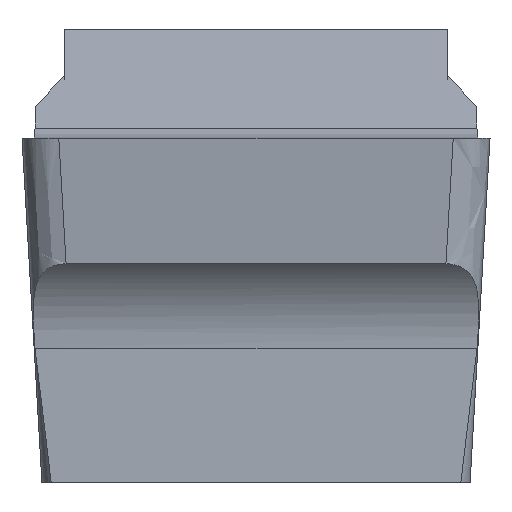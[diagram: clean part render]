
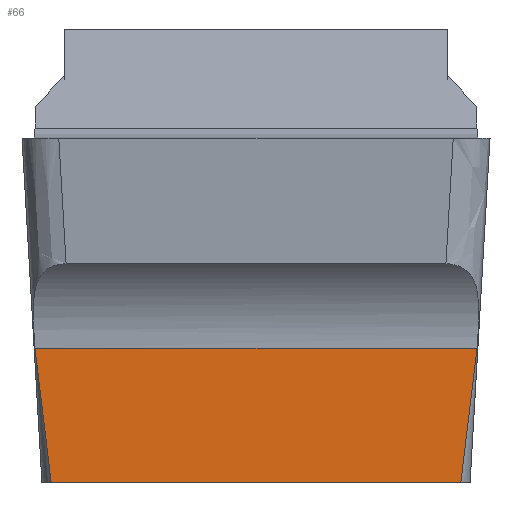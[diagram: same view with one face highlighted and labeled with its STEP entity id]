
A CAD part, front view. The second image highlights one B-rep face of the part: STEP entity #66.
In plain terms, the highlighted planar face has unit normal (0, -1, 0).
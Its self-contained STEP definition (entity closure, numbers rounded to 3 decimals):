
#51=B_SPLINE_CURVE_WITH_KNOTS('',3,(#875,#876,#877,#878,#879,#880,#881),
 .UNSPECIFIED.,.F.,.F.,(4,3,4),(0.,0.537,1.),.UNSPECIFIED.);
#52=B_SPLINE_CURVE_WITH_KNOTS('',3,(#885,#886,#887,#888,#889,#890,#891),
 .UNSPECIFIED.,.F.,.F.,(4,3,4),(0.,0.543,1.),.UNSPECIFIED.);
#66=ADVANCED_FACE('SIDE_IB_1_SU3',(#114),#93,.F.);
#93=PLANE('',#595);
#114=FACE_OUTER_BOUND('',#142,.T.);
#142=EDGE_LOOP('',(#191,#192,#193,#194));
#191=ORIENTED_EDGE('',*,*,#397,.F.);
#192=ORIENTED_EDGE('',*,*,#398,.F.);
#193=ORIENTED_EDGE('',*,*,#399,.F.);
#194=ORIENTED_EDGE('',*,*,#383,.F.);
#331=VERTEX_POINT('',#788);
#332=VERTEX_POINT('',#790);
#343=VERTEX_POINT('',#882);
#344=VERTEX_POINT('',#884);
#383=EDGE_CURVE('',#331,#332,#459,.T.);
#397=EDGE_CURVE('',#343,#331,#51,.T.);
#398=EDGE_CURVE('',#344,#343,#467,.T.);
#399=EDGE_CURVE('',#332,#344,#52,.T.);
#459=LINE('',#789,#509);
#467=LINE('',#883,#517);
#509=VECTOR('',#632,1.);
#517=VECTOR('',#646,1.);
#595=AXIS2_PLACEMENT_3D('',#892,#647,#648);
#632=DIRECTION('',(-1.,0.,0.));
#646=DIRECTION('',(1.,0.,0.));
#647=DIRECTION('',(0.,1.,0.));
#648=DIRECTION('',(0.,0.,1.));
#788=CARTESIAN_POINT('',(2.778,-12.036,-4.672));
#789=CARTESIAN_POINT('',(-3.12,-12.036,-4.672));
#790=CARTESIAN_POINT('',(-2.778,-12.036,-4.672));
#875=CARTESIAN_POINT('',(2.998,-12.036,-2.851));
#876=CARTESIAN_POINT('',(2.97,-12.036,-3.178));
#877=CARTESIAN_POINT('',(2.937,-12.036,-3.505));
#878=CARTESIAN_POINT('',(2.898,-12.036,-3.831));
#879=CARTESIAN_POINT('',(2.864,-12.036,-4.112));
#880=CARTESIAN_POINT('',(2.825,-12.036,-4.393));
#881=CARTESIAN_POINT('',(2.778,-12.036,-4.672));
#882=CARTESIAN_POINT('',(2.998,-12.036,-2.851));
#883=CARTESIAN_POINT('',(5.,-12.036,-2.851));
#884=CARTESIAN_POINT('',(-2.998,-12.036,-2.851));
#885=CARTESIAN_POINT('',(-2.778,-12.036,-4.672));
#886=CARTESIAN_POINT('',(-2.833,-12.036,-4.344));
#887=CARTESIAN_POINT('',(-2.877,-12.036,-4.015));
#888=CARTESIAN_POINT('',(-2.915,-12.036,-3.685));
#889=CARTESIAN_POINT('',(-2.947,-12.036,-3.408));
#890=CARTESIAN_POINT('',(-2.974,-12.036,-3.129));
#891=CARTESIAN_POINT('',(-2.998,-12.036,-2.851));
#892=CARTESIAN_POINT('',(-3.12,-12.036,-6.172));
